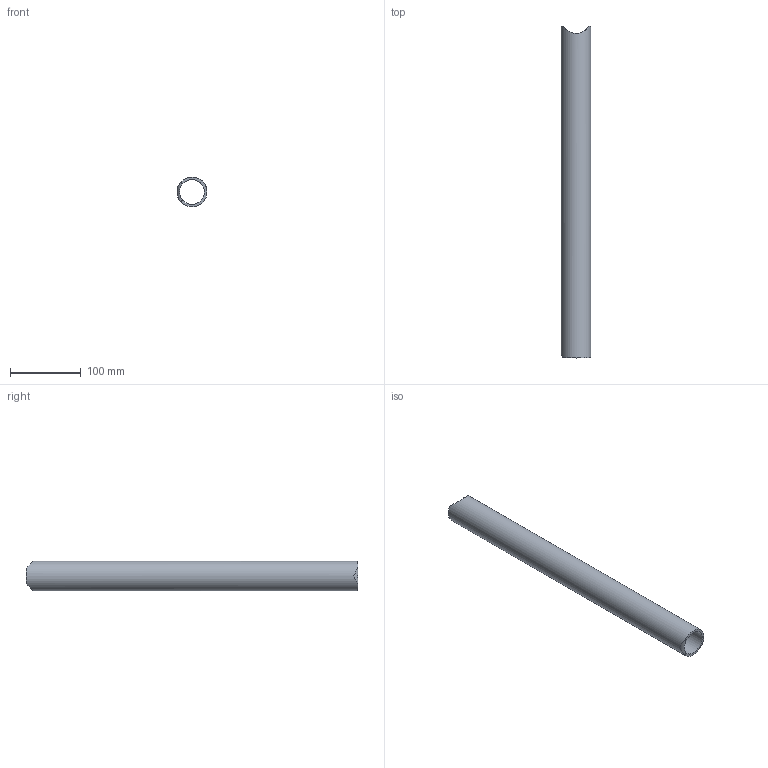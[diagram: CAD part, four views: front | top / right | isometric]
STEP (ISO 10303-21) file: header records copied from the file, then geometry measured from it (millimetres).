
FILE_DESCRIPTION(/* description */ (''),/* implementation_level */ '2;1');
FILE_NAME(/* name */ 'FE-00005-03_1.stp',/* time_stamp */ '2017-01-08T11:32:50-05:00',/* author */ ('jeff1'),/* organization */ (''),/* preprocessor_version */ 'ST-DEVELOPER v16.5',/* originating_system */ 'Autodesk Inventor 2017',/* authorisation */ '');
FILE_SCHEMA (('AUTOMOTIVE_DESIGN { 1 0 10303 214 3 1 1 }'));
Length unit declared in the file: inch
Products named in the file (1): FE-00005-03_1
Bounding box: 42.16 x 469.11 x 42.16 mm (x, y, z)
Volume: 199998.8 mm3; surface area: 113436.7 mm2
Topology: 1 solids, 1 shells, 7 faces, 18 edges, 12 vertices
Faces by surface type: cylinder 4, plane 3
Full cylindrical faces by diameter (mm): 35.052 x1, 42.164 x1
Entity records: 359 total; most frequent: CARTESIAN_POINT 179, ORIENTED_EDGE 28, DIRECTION 28, EDGE_CURVE 14, AXIS2_PLACEMENT_3D 12, EDGE_LOOP 10, VERTEX_POINT 10, FACE_OUTER_BOUND 7
